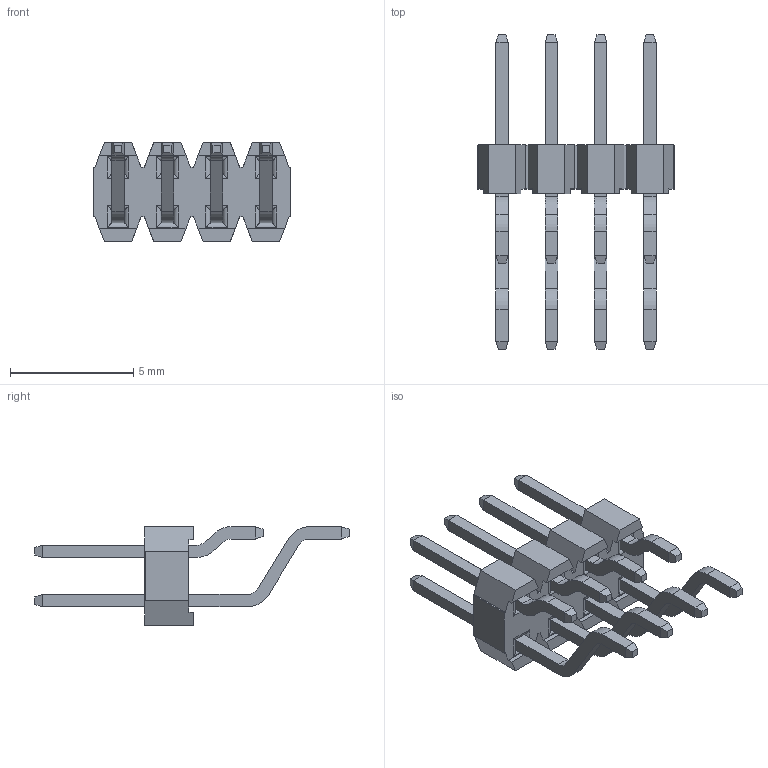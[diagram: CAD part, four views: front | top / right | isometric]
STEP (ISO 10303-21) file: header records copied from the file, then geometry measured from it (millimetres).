
FILE_DESCRIPTION(/* description */ (''),/* implementation_level */ '2;1');
FILE_NAME(/* name */ '7353-08-2-11-xx-00-xx.stp',/* time_stamp */ '2025-07-18T11:23:00+02:00',/* author */ ('andreas.larin'),/* organization */ (''),/* preprocessor_version */ 'ST-DEVELOPER v20',/* originating_system */ 'Autodesk Inventor 2025',/* authorisation */ '');
FILE_SCHEMA (('AUTOMOTIVE_DESIGN { 1 0 10303 214 3 1 1 }'));
Length unit declared in the file: millimetre
Products named in the file (1): 7353-08-2-11-xx-00-xx
Bounding box: 8 x 12.75 x 4 mm (x, y, z)
Volume: 70.8 mm3; surface area: 277.3 mm2
Topology: 1 solids, 1 shells, 326 faces, 828 edges, 520 vertices
Faces by surface type: plane 262, cylinder 64
Entity records: 9639 total; most frequent: CARTESIAN_POINT 1675, ORIENTED_EDGE 1656, DIRECTION 1594, EDGE_CURVE 828, LINE 716, VECTOR 716, VERTEX_POINT 520, AXIS2_PLACEMENT_3D 439
